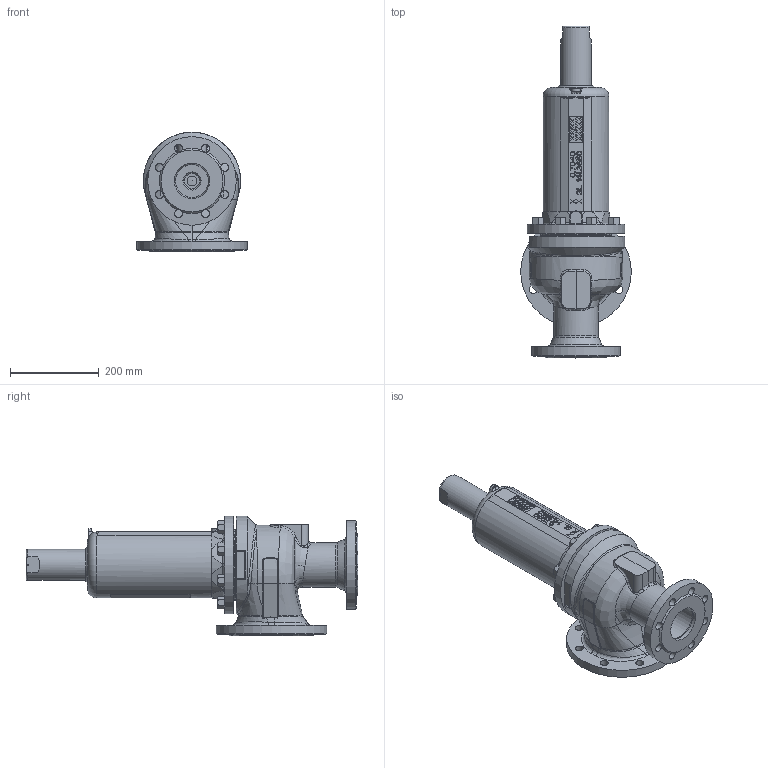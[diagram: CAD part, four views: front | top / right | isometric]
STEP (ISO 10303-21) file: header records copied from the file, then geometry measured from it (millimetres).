
FILE_DESCRIPTION(/* description */ (''),/* implementation_level */ '2;1');
FILE_NAME(/* name */ 'AT4580_106835.step',/* time_stamp */ '2025-08-07T14:59:25+02:00',/* author */ (''),/* organization */ (''),/* preprocessor_version */ 'ST-DEVELOPER v20.1',/* originating_system */ 'Autodesk Translation Framework v14.10.0.0',/* authorisation */ '');
FILE_SCHEMA (('AUTOMOTIVE_DESIGN { 1 0 10303 214 3 1 1 }'));
Products named in the file (5): 441_00000071_V00_ASM; 10000455714_G3D_000; 10000455715_G3D_000; 10000471349_G3D_000; 10000455716_G3D_000
Assembly tree (11 placements, depth 2):
  441_00000071_V00_ASM
    10000455714_G3D_000
    10000455715_G3D_000
    10000455716_G3D_000  x8
    10000471349_G3D_000
Bounding box: 250 x 750 x 270 mm (x, y, z)
Volume: 5362347.6 mm3; surface area: 952150.5 mm2
Topology: 11 solids, 14 shells, 1333 faces, 3583 edges, 2309 vertices
Faces by surface type: plane 818, bspline 175, cylinder 164, cone 145, torus 25, sphere 6
Full cylindrical faces by diameter (mm): 3 x1, 3.15 x2, 16 x16, 18 x24, 34.94 x1, 37.9 x1, 44 x1, 57.5 x1, 57.9 x1, 58 x1, 60 x2, 61 x1, 70 x1, 74 x1, 80 x1, 82 x1, 85 x1, 100 x1, 125 x1, 127 x1, 130 x1, 132 x1, 135 x1, 142 x1, 149 x1, 155 x2, 159 x1, 200 x1, 220 x1, 250 x1
Entity records: 67749 total; most frequent: CARTESIAN_POINT 39919, ORIENTED_EDGE 6272, DIRECTION 4953, EDGE_CURVE 3140, LINE 2115, VECTOR 2115, VERTEX_POINT 2043, AXIS2_PLACEMENT_3D 1419
